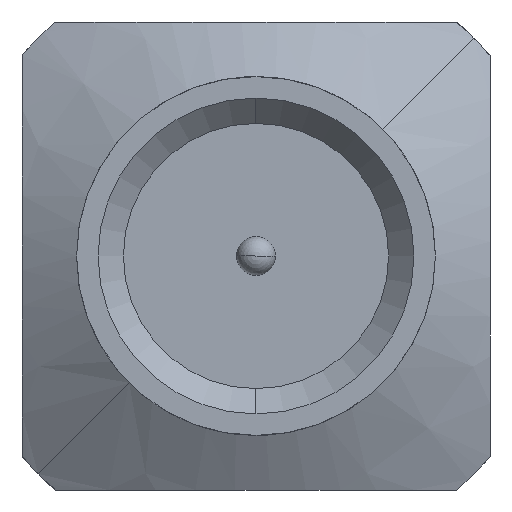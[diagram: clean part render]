
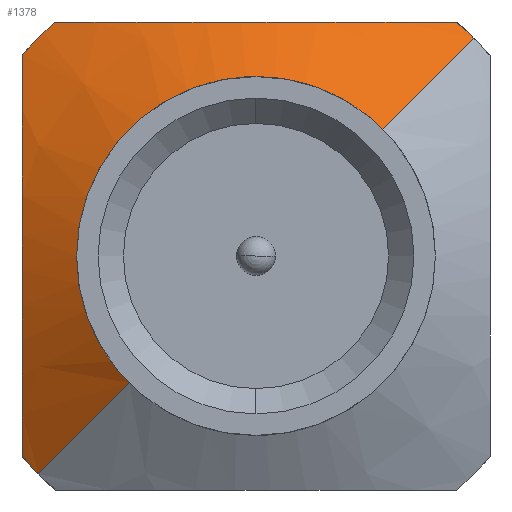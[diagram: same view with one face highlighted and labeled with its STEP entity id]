
A CAD part, left-side view. The second image highlights one B-rep face of the part: STEP entity #1378.
In plain terms, the highlighted conical face has half-angle 60 degrees and reference radius 3.125 mm.
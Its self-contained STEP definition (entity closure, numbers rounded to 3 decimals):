
#66=CARTESIAN_POINT('',(3.473,0.,0.));
#67=DIRECTION('',(-1.,0.,0.));
#68=DIRECTION('',(0.,-0.707,0.707));
#69=AXIS2_PLACEMENT_3D('',#66,#67,#68);
#166=CARTESIAN_POINT('',(3.473,-2.57,3.));
#167=CARTESIAN_POINT('',(3.437,-2.474,3.));
#168=CARTESIAN_POINT('',(3.369,-2.287,3.));
#169=CARTESIAN_POINT('',(3.282,-2.028,3.));
#170=CARTESIAN_POINT('',(3.206,-1.782,3.));
#171=CARTESIAN_POINT('',(3.14,-1.547,3.));
#172=CARTESIAN_POINT('',(3.083,-1.318,3.));
#173=CARTESIAN_POINT('',(3.035,-1.095,3.));
#174=CARTESIAN_POINT('',(2.995,-0.874,3.));
#175=CARTESIAN_POINT('',(2.964,-0.655,3.));
#176=CARTESIAN_POINT('',(2.941,-0.437,3.));
#177=CARTESIAN_POINT('',(2.927,-0.218,3.));
#178=CARTESIAN_POINT('',(2.923,0.,3.));
#179=CARTESIAN_POINT('',(2.927,0.218,3.));
#180=CARTESIAN_POINT('',(2.941,0.437,3.));
#181=CARTESIAN_POINT('',(2.964,0.655,3.));
#182=CARTESIAN_POINT('',(2.995,0.874,3.));
#183=CARTESIAN_POINT('',(3.035,1.095,3.));
#184=CARTESIAN_POINT('',(3.083,1.318,3.));
#185=CARTESIAN_POINT('',(3.14,1.547,3.));
#186=CARTESIAN_POINT('',(3.206,1.782,3.));
#187=CARTESIAN_POINT('',(3.282,2.028,3.));
#188=CARTESIAN_POINT('',(3.369,2.287,3.));
#189=CARTESIAN_POINT('',(3.437,2.474,3.));
#190=CARTESIAN_POINT('',(3.473,2.57,3.));
#231=DIRECTION('',(0.5,-0.612,0.612));
#232=VECTOR('',#231,1.905);
#233=CARTESIAN_POINT('',(2.52,-1.626,1.626));
#234=LINE('',#233,#232);
#235=DIRECTION('',(0.5,0.612,-0.612));
#236=VECTOR('',#235,1.905);
#237=CARTESIAN_POINT('',(2.52,1.626,-1.626));
#238=LINE('',#237,#236);
#259=CARTESIAN_POINT('',(3.473,0.,0.));
#260=DIRECTION('',(-1.,0.,0.));
#261=DIRECTION('',(0.,0.759,-0.651));
#262=AXIS2_PLACEMENT_3D('',#259,#260,#261);
#370=CARTESIAN_POINT('',(2.52,0.,0.));
#371=DIRECTION('',(-1.,0.,0.));
#372=DIRECTION('',(0.,1.,0.));
#373=AXIS2_PLACEMENT_3D('',#370,#371,#372);
#393=CARTESIAN_POINT('',(2.52,0.,0.));
#394=DIRECTION('',(-1.,0.,0.));
#395=DIRECTION('',(0.,-0.707,0.707));
#396=AXIS2_PLACEMENT_3D('',#393,#394,#395);
#680=CARTESIAN_POINT('',(3.473,3.,2.57));
#681=CARTESIAN_POINT('',(3.437,3.,2.474));
#682=CARTESIAN_POINT('',(3.369,3.,2.287));
#683=CARTESIAN_POINT('',(3.282,3.,2.028));
#684=CARTESIAN_POINT('',(3.206,3.,1.782));
#685=CARTESIAN_POINT('',(3.14,3.,1.547));
#686=CARTESIAN_POINT('',(3.083,3.,1.318));
#687=CARTESIAN_POINT('',(3.035,3.,1.095));
#688=CARTESIAN_POINT('',(2.995,3.,0.874));
#689=CARTESIAN_POINT('',(2.964,3.,0.655));
#690=CARTESIAN_POINT('',(2.941,3.,0.437));
#691=CARTESIAN_POINT('',(2.927,3.,0.218));
#692=CARTESIAN_POINT('',(2.923,3.,0.));
#693=CARTESIAN_POINT('',(2.927,3.,-0.218));
#694=CARTESIAN_POINT('',(2.941,3.,-0.437));
#695=CARTESIAN_POINT('',(2.964,3.,-0.655));
#696=CARTESIAN_POINT('',(2.995,3.,-0.874));
#697=CARTESIAN_POINT('',(3.035,3.,-1.095));
#698=CARTESIAN_POINT('',(3.083,3.,-1.318));
#699=CARTESIAN_POINT('',(3.14,3.,-1.547));
#700=CARTESIAN_POINT('',(3.206,3.,-1.782));
#701=CARTESIAN_POINT('',(3.282,3.,-2.028));
#702=CARTESIAN_POINT('',(3.369,3.,-2.287));
#703=CARTESIAN_POINT('',(3.437,3.,-2.474));
#704=CARTESIAN_POINT('',(3.473,3.,-2.57));
#840=CARTESIAN_POINT('',(3.473,0.,0.));
#841=DIRECTION('',(-1.,0.,0.));
#842=DIRECTION('',(0.,0.651,0.759));
#843=AXIS2_PLACEMENT_3D('',#840,#841,#842);
#975=CARTESIAN_POINT('',(3.473,2.793,-2.793));
#977=VERTEX_POINT('',#975);
#983=CARTESIAN_POINT('',(3.473,3.,-2.57));
#984=VERTEX_POINT('',#983);
#986=CARTESIAN_POINT('',(3.473,-2.793,2.793));
#988=VERTEX_POINT('',#986);
#989=CARTESIAN_POINT('',(3.473,-2.57,3.));
#990=VERTEX_POINT('',#989);
#991=CARTESIAN_POINT('',(3.473,2.57,3.));
#992=CARTESIAN_POINT('',(3.473,3.,2.57));
#993=VERTEX_POINT('',#991);
#994=VERTEX_POINT('',#992);
#995=CARTESIAN_POINT('',(2.52,2.3,0.));
#996=CARTESIAN_POINT('',(2.52,1.626,-1.626));
#997=VERTEX_POINT('',#995);
#998=VERTEX_POINT('',#996);
#1001=CARTESIAN_POINT('',(2.52,-1.626,1.626));
#1002=VERTEX_POINT('',#1001);
#1355=CARTESIAN_POINT('',(2.996,0.,0.));
#1356=DIRECTION('',(1.,0.,0.));
#1357=DIRECTION('',(0.,-0.707,0.707));
#1358=AXIS2_PLACEMENT_3D('',#1355,#1356,#1357);
#1359=CONICAL_SURFACE('',#1358,3.125,60.);
#1361=ORIENTED_EDGE('',*,*,#1360,.F.);
#1363=ORIENTED_EDGE('',*,*,#1362,.F.);
#1365=ORIENTED_EDGE('',*,*,#1364,.F.);
#1366=ORIENTED_EDGE('',*,*,#1333,.F.);
#1367=ORIENTED_EDGE('',*,*,#1247,.F.);
#1369=ORIENTED_EDGE('',*,*,#1368,.F.);
#1371=ORIENTED_EDGE('',*,*,#1370,.T.);
#1373=ORIENTED_EDGE('',*,*,#1372,.T.);
#1375=ORIENTED_EDGE('',*,*,#1374,.T.);
#1376=EDGE_LOOP('',(#1361,#1363,#1365,#1366,#1367,#1369,#1371,#1373,#1375));
#1377=FACE_OUTER_BOUND('',#1376,.F.);
#1378=ADVANCED_FACE('',(#1377),#1359,.T.);
#70=CIRCLE('',#69,3.95);
#191=B_SPLINE_CURVE_WITH_KNOTS('',3,(#166,#167,#168,#169,#170,#171,#172,#173,
#174,#175,#176,#177,#178,#179,#180,#181,#182,#183,#184,#185,#186,#187,#188,#189,
#190),.UNSPECIFIED.,.F.,.F.,(4,1,1,1,1,1,1,1,1,1,1,1,1,1,1,1,1,1,1,1,1,1,4),(
0.,0.045,0.091,0.136,0.182,
0.227,0.273,0.318,0.364,
0.409,0.455,0.5,0.545,0.591,
0.636,0.682,0.727,0.773,
0.818,0.864,0.909,0.955,1.),
.UNSPECIFIED.);
#263=CIRCLE('',#262,3.95);
#374=CIRCLE('',#373,2.3);
#397=CIRCLE('',#396,2.3);
#705=B_SPLINE_CURVE_WITH_KNOTS('',3,(#680,#681,#682,#683,#684,#685,#686,#687,
#688,#689,#690,#691,#692,#693,#694,#695,#696,#697,#698,#699,#700,#701,#702,#703,
#704),.UNSPECIFIED.,.F.,.F.,(4,1,1,1,1,1,1,1,1,1,1,1,1,1,1,1,1,1,1,1,1,1,4),(
0.,0.045,0.091,0.136,0.182,
0.227,0.273,0.318,0.364,
0.409,0.455,0.5,0.545,0.591,
0.636,0.682,0.727,0.773,
0.818,0.864,0.909,0.955,1.),
.UNSPECIFIED.);
#844=CIRCLE('',#843,3.95);
#1247=EDGE_CURVE('',#988,#990,#70,.T.);
#1333=EDGE_CURVE('',#990,#993,#191,.T.);
#1360=EDGE_CURVE('',#984,#977,#263,.T.);
#1362=EDGE_CURVE('',#994,#984,#705,.T.);
#1364=EDGE_CURVE('',#993,#994,#844,.T.);
#1368=EDGE_CURVE('',#1002,#988,#234,.T.);
#1370=EDGE_CURVE('',#1002,#997,#397,.T.);
#1372=EDGE_CURVE('',#997,#998,#374,.T.);
#1374=EDGE_CURVE('',#998,#977,#238,.T.);
